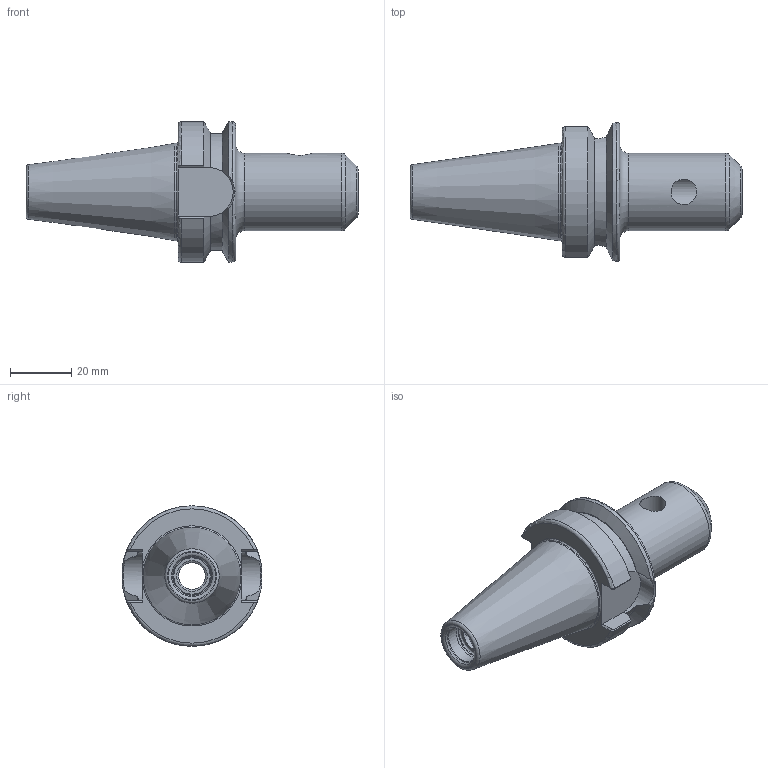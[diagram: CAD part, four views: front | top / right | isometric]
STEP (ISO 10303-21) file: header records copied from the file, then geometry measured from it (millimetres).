
FILE_DESCRIPTION(/* description */ (''),/* implementation_level */ '2;1');
FILE_NAME(/* name */ 'DBT30-EM037-0236.stp',/* time_stamp */ '2019-07-22T12:00:07-05:00',/* author */ ('ldfli'),/* organization */ (''),/* preprocessor_version */ 'ST-DEVELOPER v18',/* originating_system */ 'Autodesk Inventor LT',/* authorisation */ '');
FILE_SCHEMA (('AUTOMOTIVE_DESIGN { 1 0 10303 214 3 1 1 }'));
Length unit declared in the file: millimetre
Products named in the file (1): DBT30-EM037-0236
Bounding box: 108.74 x 45.62 x 46 mm (x, y, z)
Volume: 60689.6 mm3; surface area: 16110.6 mm2
Topology: 1 solids, 1 shells, 82 faces, 241 edges, 165 vertices
Faces by surface type: plane 26, bspline 18, cylinder 16, torus 13, cone 9
Full cylindrical faces by diameter (mm): 8.382 x1, 10 x1, 10.106 x1, 10.5 x1, 12.5 x1, 13.1 x1, 25.4 x1, 31.867 x1
Entity records: 3439 total; most frequent: CARTESIAN_POINT 1282, ORIENTED_EDGE 482, DIRECTION 407, EDGE_CURVE 241, AXIS2_PLACEMENT_3D 167, VERTEX_POINT 165, CIRCLE 102, EDGE_LOOP 90
